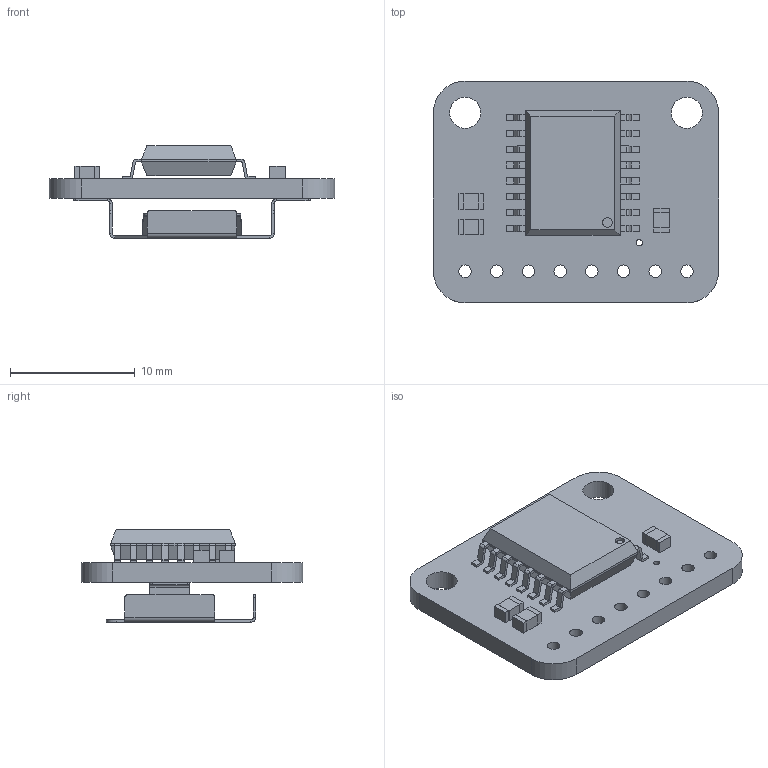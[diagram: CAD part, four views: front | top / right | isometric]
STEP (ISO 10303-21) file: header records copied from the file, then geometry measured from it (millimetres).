
FILE_DESCRIPTION(/* description */ (''),/* implementation_level */ '2;1');
FILE_NAME(/* name */ 'PCB Component.step',/* time_stamp */ '2023-06-30T14:45:11-04:00',/* author */ (''),/* organization */ (''),/* preprocessor_version */ 'ST-DEVELOPER v19.2',/* originating_system */ 'Autodesk Translation Framework v12.6.0.85',/* authorisation */ '');
FILE_SCHEMA (('AUTOMOTIVE_DESIGN { 1 0 10303 214 3 1 1 }'));
Length unit declared in the file: millimetre
Products named in the file (5): PCB Component; Board; 1uF; CR1220; DS3231/SO
Assembly tree (6 placements, depth 2):
  PCB Component
    Board
    1uF  x3
    CR1220
    DS3231/SO
Bounding box: 22.86 x 17.78 x 7.42 mm (x, y, z)
Volume: 817 mm3; surface area: 1650.3 mm2
Topology: 22 solids, 22 shells, 426 faces, 1079 edges, 698 vertices
Faces by surface type: plane 306, cylinder 120
Full cylindrical faces by diameter (mm): 0.5 x2, 0.76 x1, 1 x10, 2.5 x2
Entity records: 12168 total; most frequent: CARTESIAN_POINT 2066, DIRECTION 2065, ORIENTED_EDGE 2014, EDGE_CURVE 1007, LINE 767, VECTOR 767, VERTEX_POINT 650, AXIS2_PLACEMENT_3D 649
